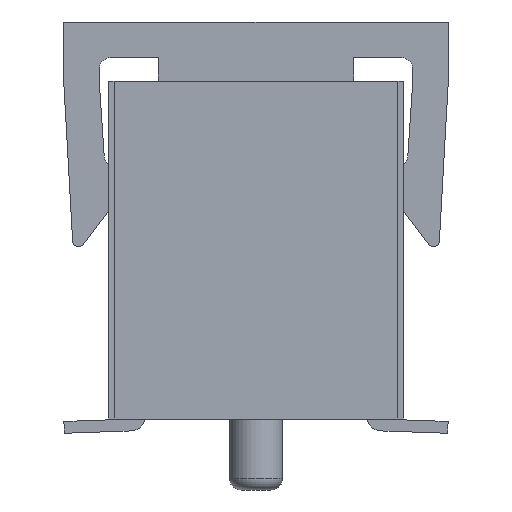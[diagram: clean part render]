
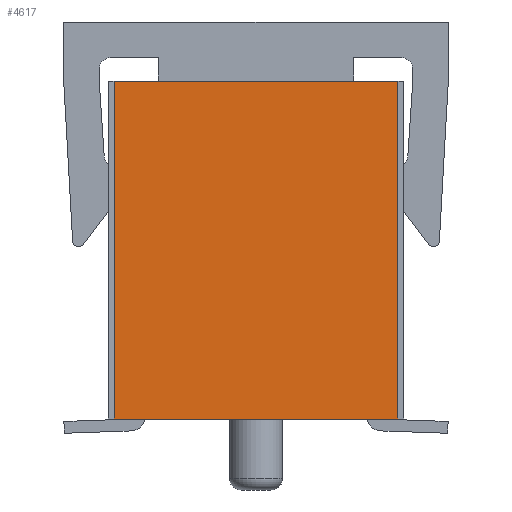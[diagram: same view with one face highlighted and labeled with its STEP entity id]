
A CAD part, left-side view. The second image highlights one B-rep face of the part: STEP entity #4617.
In plain terms, the highlighted planar face has unit normal (-1, 0, 0).
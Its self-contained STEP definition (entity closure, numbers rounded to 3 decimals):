
#2364=CARTESIAN_POINT('',(-9.725,2.4,5.71));
#2365=VERTEX_POINT('',#2364);
#2372=CARTESIAN_POINT('',(-9.725,-2.4,5.71));
#2373=VERTEX_POINT('',#2372);
#2374=CARTESIAN_POINT('',(-9.725,2.399,5.71));
#2375=DIRECTION('',(0.,-1.,0.));
#2376=VECTOR('',#2375,4.799);
#2377=LINE('',#2374,#2376);
#2378=EDGE_CURVE('',#2365,#2373,#2377,.T.);
#4576=CARTESIAN_POINT('',(-9.725,2.4,0.));
#4577=VERTEX_POINT('',#4576);
#4578=CARTESIAN_POINT('',(-9.725,2.4,0.));
#4579=DIRECTION('',(0.,0.,1.));
#4580=VECTOR('',#4579,5.71);
#4581=LINE('',#4578,#4580);
#4582=EDGE_CURVE('',#4577,#2365,#4581,.T.);
#4594=CARTESIAN_POINT('',(-9.725,0.,2.855));
#4595=DIRECTION('',(0.,1.,0.));
#4596=DIRECTION('',(1.,0.,0.));
#4597=AXIS2_PLACEMENT_3D('',#4594,#4596,#4595);
#4598=PLANE('',#4597);
#4599=ORIENTED_EDGE('',*,*,#4582,.T.);
#4600=ORIENTED_EDGE('',*,*,#2378,.T.);
#4601=CARTESIAN_POINT('',(-9.725,-2.4,0.));
#4602=VERTEX_POINT('',#4601);
#4603=CARTESIAN_POINT('',(-9.725,-2.4,5.71));
#4604=DIRECTION('',(0.,0.,-1.));
#4605=VECTOR('',#4604,5.71);
#4606=LINE('',#4603,#4605);
#4607=EDGE_CURVE('',#2373,#4602,#4606,.T.);
#4608=ORIENTED_EDGE('',*,*,#4607,.T.);
#4609=CARTESIAN_POINT('',(-9.725,2.4,0.));
#4610=DIRECTION('',(0.,-1.,0.));
#4611=VECTOR('',#4610,4.8);
#4612=LINE('',#4609,#4611);
#4613=EDGE_CURVE('',#4577,#4602,#4612,.T.);
#4614=ORIENTED_EDGE('',*,*,#4613,.F.);
#4615=EDGE_LOOP('',(#4599,#4600,#4608,#4614));
#4616=FACE_OUTER_BOUND('',#4615,.F.);
#4617=ADVANCED_FACE('',(#4616),#4598,.F.);
